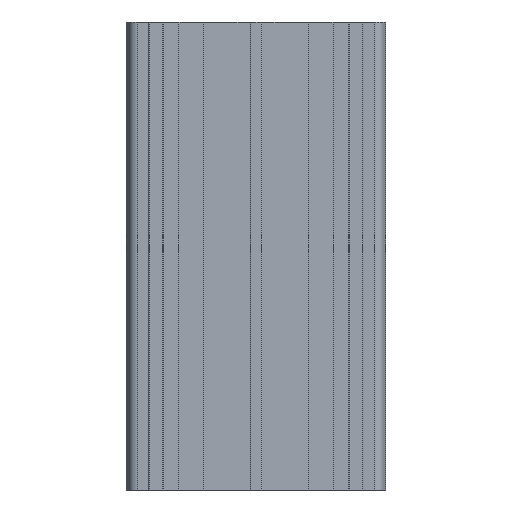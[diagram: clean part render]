
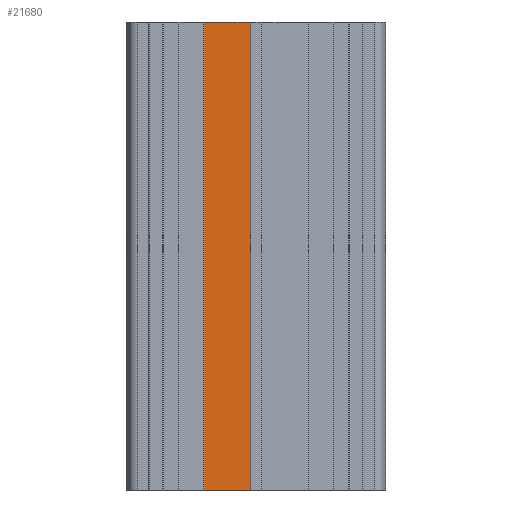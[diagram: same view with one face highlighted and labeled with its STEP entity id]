
A CAD part, front view. The second image highlights one B-rep face of the part: STEP entity #21680.
In plain terms, the highlighted planar face has unit normal (0, -1, 0).
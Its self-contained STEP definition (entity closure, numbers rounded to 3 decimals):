
#21290=CARTESIAN_POINT('',(-0.95,19.6,0.));
#21300=DIRECTION('',(-0.,-1.,-0.));
#21310=DIRECTION('',(-1.,0.,0.));
#21320=AXIS2_PLACEMENT_3D('',#21290,#21300,#21310);
#21330=PLANE('',#21320);
#21340=CARTESIAN_POINT('',(-17.5,19.6,0.));
#21350=DIRECTION('',(0.,0.,1.));
#21360=VECTOR('',#21350,1.);
#21370=LINE('',#21340,#21360);
#21380=CARTESIAN_POINT('',(-17.5,19.6,-56.5));
#21390=VERTEX_POINT('',#21380);
#21400=CARTESIAN_POINT('',(-17.5,19.6,100.));
#21410=VERTEX_POINT('',#21400);
#21420=EDGE_CURVE('',#21390,#21410,#21370,.T.);
#21430=ORIENTED_EDGE('',*,*,#21420,.F.);
#21440=CARTESIAN_POINT('',(0.,19.6,100.));
#21450=DIRECTION('',(-1.,0.,0.));
#21460=VECTOR('',#21450,1.);
#21470=LINE('',#21440,#21460);
#21480=CARTESIAN_POINT('',(-0.95,19.6,100.));
#21490=VERTEX_POINT('',#21480);
#21500=EDGE_CURVE('',#21490,#21410,#21470,.T.);
#21510=ORIENTED_EDGE('',*,*,#21500,.T.);
#21520=CARTESIAN_POINT('',(-0.95,19.6,0.));
#21530=DIRECTION('',(0.,0.,1.));
#21540=VECTOR('',#21530,1.);
#21550=LINE('',#21520,#21540);
#21560=CARTESIAN_POINT('',(-0.95,19.6,-56.5));
#21570=VERTEX_POINT('',#21560);
#21580=EDGE_CURVE('',#21570,#21490,#21550,.T.);
#21590=ORIENTED_EDGE('',*,*,#21580,.T.);
#21600=CARTESIAN_POINT('',(0.,19.6,-56.5));
#21610=DIRECTION('',(-1.,0.,0.));
#21620=VECTOR('',#21610,1.);
#21630=LINE('',#21600,#21620);
#21640=EDGE_CURVE('',#21570,#21390,#21630,.T.);
#21650=ORIENTED_EDGE('',*,*,#21640,.F.);
#21660=EDGE_LOOP('',(#21650,#21590,#21510,#21430));
#21670=FACE_OUTER_BOUND('',#21660,.T.);
#21680=ADVANCED_FACE('',(#21670),#21330,.T.);
